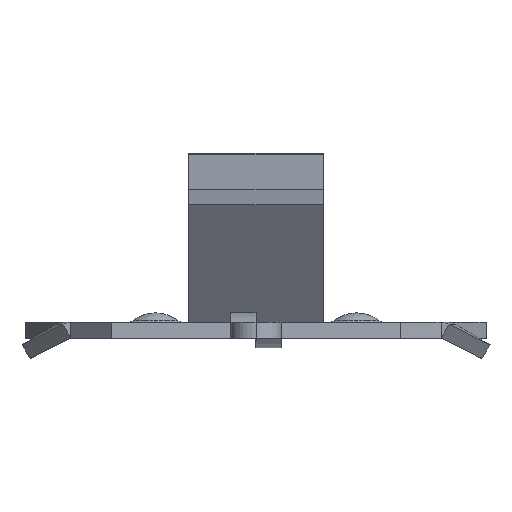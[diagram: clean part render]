
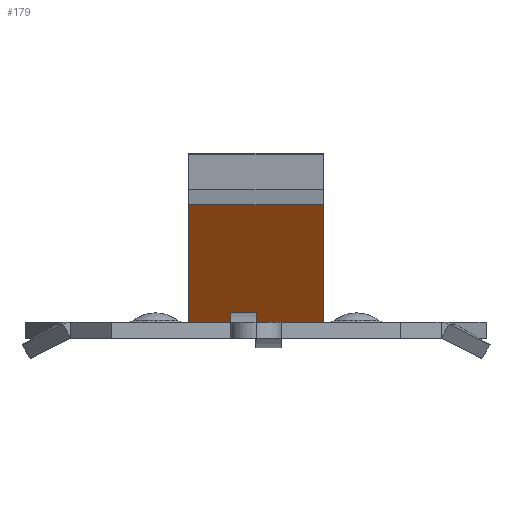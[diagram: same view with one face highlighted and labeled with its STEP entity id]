
A CAD part, front view. The second image highlights one B-rep face of the part: STEP entity #179.
In plain terms, the highlighted planar face has unit normal (0, -0.799, -0.602).
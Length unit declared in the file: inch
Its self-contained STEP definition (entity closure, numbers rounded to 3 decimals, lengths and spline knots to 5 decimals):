
#179 = ADVANCED_FACE ( 'NONE', ( #1158 ), #1157, .F. ) ;
#180 = ORIENTED_EDGE ( 'NONE', *, *, #198, .F. ) ;
#182 = EDGE_CURVE ( 'NONE', #196, #200, #1152, .T. ) ;
#195 = EDGE_LOOP ( 'NONE', ( #180, #214, #215, #230 ) ) ;
#196 = VERTEX_POINT ( 'NONE', #1211 ) ;
#198 = EDGE_CURVE ( 'NONE', #200, #199, #1210, .T. ) ;
#199 = VERTEX_POINT ( 'NONE', #1206 ) ;
#200 = VERTEX_POINT ( 'NONE', #1205 ) ;
#214 = ORIENTED_EDGE ( 'NONE', *, *, #182, .F. ) ;
#215 = ORIENTED_EDGE ( 'NONE', *, *, #216, .F. ) ;
#216 = EDGE_CURVE ( 'NONE', #217, #196, #1186, .T. ) ;
#217 = VERTEX_POINT ( 'NONE', #1182 ) ;
#230 = ORIENTED_EDGE ( 'NONE', *, *, #231, .F. ) ;
#231 = EDGE_CURVE ( 'NONE', #199, #217, #1460, .T. ) ;
#1149 = DIRECTION ( 'NONE',  ( 0., -0.602, 0.799 ) ) ;
#1150 = VECTOR ( 'NONE', #1149, 39.37008 ) ;
#1151 = CARTESIAN_POINT ( 'NONE',  ( -0.05, 0.42453, 0.12937 ) ) ;
#1152 = LINE ( 'NONE', #1151, #1150 ) ;
#1153 = DIRECTION ( 'NONE',  ( 0., -0.602, 0.799 ) ) ;
#1154 = DIRECTION ( 'NONE',  ( 0., 0.799, 0.602 ) ) ;
#1155 = CARTESIAN_POINT ( 'NONE',  ( -0.05, 0.51842, 0.00478 ) ) ;
#1156 = AXIS2_PLACEMENT_3D ( 'NONE', #1155, #1154, #1153 ) ;
#1157 = PLANE ( 'NONE',  #1156 ) ;
#1158 = FACE_OUTER_BOUND ( 'NONE', #195, .T. ) ;
#1182 = CARTESIAN_POINT ( 'NONE',  ( 0.05, 0.51842, 0.00478 ) ) ;
#1183 = DIRECTION ( 'NONE',  ( -1., 0., 0. ) ) ;
#1184 = VECTOR ( 'NONE', #1183, 39.37008 ) ;
#1185 = CARTESIAN_POINT ( 'NONE',  ( -0.05, 0.51842, 0.00478 ) ) ;
#1186 = LINE ( 'NONE', #1185, #1184 ) ;
#1205 = CARTESIAN_POINT ( 'NONE',  ( -0.05, 0.4368, 0.11308 ) ) ;
#1206 = CARTESIAN_POINT ( 'NONE',  ( 0.05, 0.4368, 0.11308 ) ) ;
#1207 = DIRECTION ( 'NONE',  ( 1., 0., 0. ) ) ;
#1208 = VECTOR ( 'NONE', #1207, 39.37008 ) ;
#1209 = CARTESIAN_POINT ( 'NONE',  ( -0.05, 0.4368, 0.11308 ) ) ;
#1210 = LINE ( 'NONE', #1209, #1208 ) ;
#1211 = CARTESIAN_POINT ( 'NONE',  ( -0.05, 0.51842, 0.00478 ) ) ;
#1457 = DIRECTION ( 'NONE',  ( 0., 0.602, -0.799 ) ) ;
#1458 = VECTOR ( 'NONE', #1457, 39.37008 ) ;
#1459 = CARTESIAN_POINT ( 'NONE',  ( 0.05, 0.51842, 0.00478 ) ) ;
#1460 = LINE ( 'NONE', #1459, #1458 ) ;
